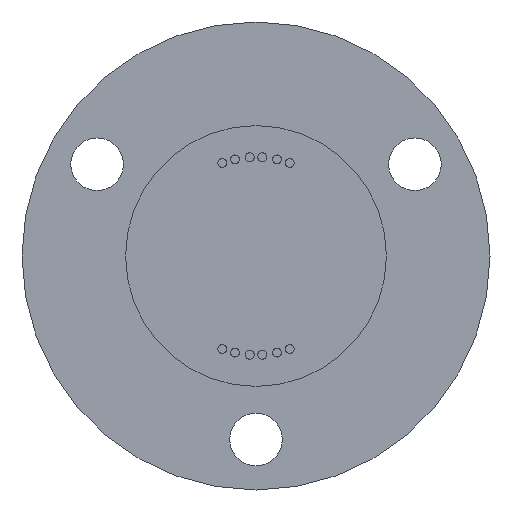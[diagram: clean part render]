
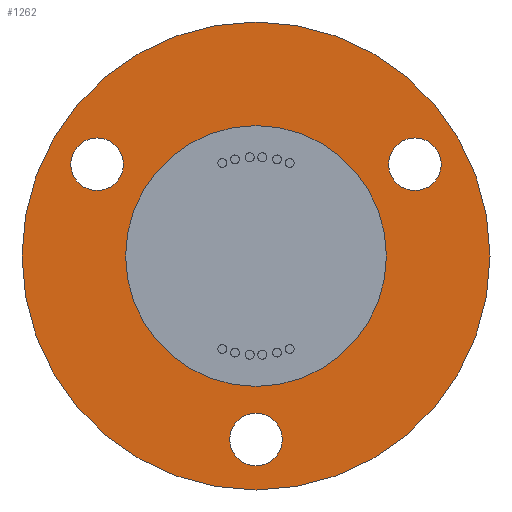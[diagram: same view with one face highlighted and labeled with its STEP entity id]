
A CAD part, front view. The second image highlights one B-rep face of the part: STEP entity #1262.
In plain terms, the highlighted planar face has unit normal (0, -1, 0).
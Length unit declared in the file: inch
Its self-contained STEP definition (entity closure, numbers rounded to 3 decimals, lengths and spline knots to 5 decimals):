
#139=CARTESIAN_POINT('',(0.,8.875,0.));
#140=DIRECTION('',(0.,-1.,0.));
#141=DIRECTION('',(1.,0.,0.));
#142=AXIS2_PLACEMENT_3D('',#139,#140,#141);
#144=CARTESIAN_POINT('',(0.,8.875,0.));
#145=DIRECTION('',(0.,1.,0.));
#146=DIRECTION('',(1.,0.,0.));
#147=AXIS2_PLACEMENT_3D('',#144,#145,#146);
#149=CARTESIAN_POINT('',(0.,8.875,-17.45));
#150=DIRECTION('',(0.,1.,0.));
#151=DIRECTION('',(1.,0.,0.));
#152=AXIS2_PLACEMENT_3D('',#149,#150,#151);
#154=CARTESIAN_POINT('',(0.,8.875,-17.45));
#155=DIRECTION('',(0.,1.,0.));
#156=DIRECTION('',(-1.,0.,0.));
#157=AXIS2_PLACEMENT_3D('',#154,#155,#156);
#159=CARTESIAN_POINT('',(15.11214,8.875,8.725));
#160=DIRECTION('',(0.,1.,0.));
#161=DIRECTION('',(1.,0.,0.));
#162=AXIS2_PLACEMENT_3D('',#159,#160,#161);
#164=CARTESIAN_POINT('',(15.11214,8.875,8.725));
#165=DIRECTION('',(0.,1.,0.));
#166=DIRECTION('',(-1.,0.,0.));
#167=AXIS2_PLACEMENT_3D('',#164,#165,#166);
#169=CARTESIAN_POINT('',(-15.11214,8.875,8.725));
#170=DIRECTION('',(0.,1.,0.));
#171=DIRECTION('',(1.,0.,0.));
#172=AXIS2_PLACEMENT_3D('',#169,#170,#171);
#174=CARTESIAN_POINT('',(-15.11214,8.875,8.725));
#175=DIRECTION('',(0.,1.,0.));
#176=DIRECTION('',(-1.,0.,0.));
#177=AXIS2_PLACEMENT_3D('',#174,#175,#176);
#187=CARTESIAN_POINT('',(0.,8.875,0.));
#188=DIRECTION('',(0.,1.,0.));
#189=DIRECTION('',(1.,0.,0.));
#190=AXIS2_PLACEMENT_3D('',#187,#188,#189);
#192=CARTESIAN_POINT('',(0.,8.875,0.));
#193=DIRECTION('',(0.,-1.,0.));
#194=DIRECTION('',(1.,0.,0.));
#195=AXIS2_PLACEMENT_3D('',#192,#193,#194);
#870=CARTESIAN_POINT('',(12.4,8.875,0.));
#872=VERTEX_POINT('',#870);
#873=CARTESIAN_POINT('',(22.25,8.875,0.));
#875=VERTEX_POINT('',#873);
#886=CARTESIAN_POINT('',(-12.4,8.875,0.));
#888=VERTEX_POINT('',#886);
#889=CARTESIAN_POINT('',(-22.25,8.875,0.));
#891=VERTEX_POINT('',#889);
#901=CARTESIAN_POINT('',(2.5,8.875,-17.45));
#902=CARTESIAN_POINT('',(-2.5,8.875,-17.45));
#903=VERTEX_POINT('',#901);
#904=VERTEX_POINT('',#902);
#905=CARTESIAN_POINT('',(17.61214,8.875,8.725));
#906=CARTESIAN_POINT('',(12.61214,8.875,8.725));
#907=VERTEX_POINT('',#905);
#908=VERTEX_POINT('',#906);
#909=CARTESIAN_POINT('',(-12.61214,8.875,8.725));
#910=CARTESIAN_POINT('',(-17.61214,8.875,8.725));
#911=VERTEX_POINT('',#909);
#912=VERTEX_POINT('',#910);
#1229=CARTESIAN_POINT('',(0.,8.875,0.));
#1230=DIRECTION('',(0.,-1.,0.));
#1231=DIRECTION('',(-1.,0.,0.));
#1232=AXIS2_PLACEMENT_3D('',#1229,#1230,#1231);
#1233=PLANE('',#1232);
#1235=ORIENTED_EDGE('',*,*,#1234,.T.);
#1237=ORIENTED_EDGE('',*,*,#1236,.F.);
#1238=EDGE_LOOP('',(#1235,#1237));
#1239=FACE_OUTER_BOUND('',#1238,.F.);
#1240=ORIENTED_EDGE('',*,*,#1224,.T.);
#1241=ORIENTED_EDGE('',*,*,#1208,.F.);
#1242=EDGE_LOOP('',(#1240,#1241));
#1243=FACE_BOUND('',#1242,.F.);
#1245=ORIENTED_EDGE('',*,*,#1244,.F.);
#1247=ORIENTED_EDGE('',*,*,#1246,.F.);
#1248=EDGE_LOOP('',(#1245,#1247));
#1249=FACE_BOUND('',#1248,.F.);
#1251=ORIENTED_EDGE('',*,*,#1250,.F.);
#1253=ORIENTED_EDGE('',*,*,#1252,.F.);
#1254=EDGE_LOOP('',(#1251,#1253));
#1255=FACE_BOUND('',#1254,.F.);
#1257=ORIENTED_EDGE('',*,*,#1256,.F.);
#1259=ORIENTED_EDGE('',*,*,#1258,.F.);
#1260=EDGE_LOOP('',(#1257,#1259));
#1261=FACE_BOUND('',#1260,.F.);
#143=CIRCLE('',#142,12.4);
#148=CIRCLE('',#147,12.4);
#153=CIRCLE('',#152,2.5);
#158=CIRCLE('',#157,2.5);
#163=CIRCLE('',#162,2.5);
#168=CIRCLE('',#167,2.5);
#173=CIRCLE('',#172,2.5);
#178=CIRCLE('',#177,2.5);
#191=CIRCLE('',#190,22.25);
#196=CIRCLE('',#195,22.25);
#1208=EDGE_CURVE('',#872,#888,#148,.T.);
#1224=EDGE_CURVE('',#872,#888,#143,.T.);
#1234=EDGE_CURVE('',#875,#891,#191,.T.);
#1236=EDGE_CURVE('',#875,#891,#196,.T.);
#1244=EDGE_CURVE('',#903,#904,#153,.T.);
#1246=EDGE_CURVE('',#904,#903,#158,.T.);
#1250=EDGE_CURVE('',#907,#908,#163,.T.);
#1252=EDGE_CURVE('',#908,#907,#168,.T.);
#1256=EDGE_CURVE('',#911,#912,#173,.T.);
#1258=EDGE_CURVE('',#912,#911,#178,.T.);
#1262=ADVANCED_FACE('',(#1239,#1243,#1249,#1255,#1261),#1233,.T.);
